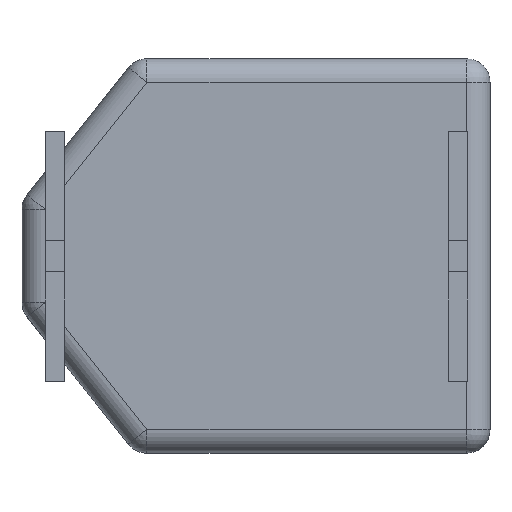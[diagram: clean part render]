
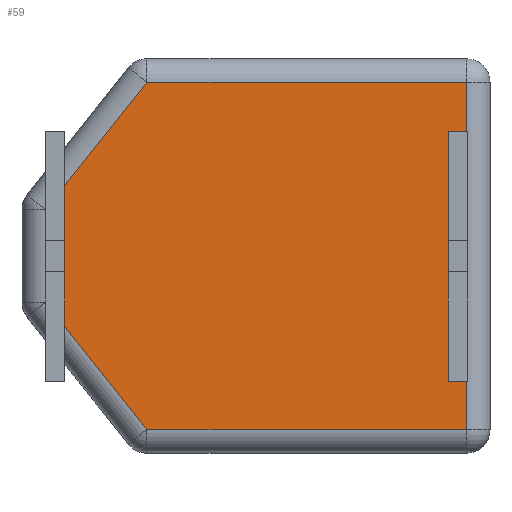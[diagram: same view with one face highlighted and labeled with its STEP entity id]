
A CAD part, top view. The second image highlights one B-rep face of the part: STEP entity #59.
In plain terms, the highlighted planar face has unit normal (0, 0, 1).
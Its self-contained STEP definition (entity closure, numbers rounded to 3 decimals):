
#53 = EDGE_CURVE ( 'NONE', #66, #68, #855, .T. ) ;
#56 = EDGE_LOOP ( 'NONE', ( #69, #58, #80, #77, #64, #62 ) ) ;
#57 = EDGE_CURVE ( 'NONE', #68, #81, #879, .T. ) ;
#58 = ORIENTED_EDGE ( 'NONE', *, *, #57, .T. ) ;
#59 = ADVANCED_FACE ( 'NONE', ( #857 ), #848, .T. ) ;
#62 = ORIENTED_EDGE ( 'NONE', *, *, #73, .T. ) ;
#63 = VERTEX_POINT ( 'NONE', #840 ) ;
#64 = ORIENTED_EDGE ( 'NONE', *, *, #75, .T. ) ;
#66 = VERTEX_POINT ( 'NONE', #887 ) ;
#68 = VERTEX_POINT ( 'NONE', #890 ) ;
#69 = ORIENTED_EDGE ( 'NONE', *, *, #53, .T. ) ;
#73 = EDGE_CURVE ( 'NONE', #63, #66, #901, .T. ) ;
#75 = EDGE_CURVE ( 'NONE', #78, #63, #834, .T. ) ;
#76 = EDGE_CURVE ( 'NONE', #82, #78, #830, .T. ) ;
#77 = ORIENTED_EDGE ( 'NONE', *, *, #76, .T. ) ;
#78 = VERTEX_POINT ( 'NONE', #835 ) ;
#79 = EDGE_CURVE ( 'NONE', #81, #82, #824, .T. ) ;
#80 = ORIENTED_EDGE ( 'NONE', *, *, #79, .T. ) ;
#81 = VERTEX_POINT ( 'NONE', #889 ) ;
#82 = VERTEX_POINT ( 'NONE', #821 ) ;
#818 = DIRECTION ( 'NONE',  ( -0.624, -0.782, 0. ) ) ;
#819 = VECTOR ( 'NONE', #818, 1000. ) ;
#820 = CARTESIAN_POINT ( 'NONE',  ( -24.507, 20.921, 15.204 ) ) ;
#821 = CARTESIAN_POINT ( 'NONE',  ( -35.855, 6.693, 15.204 ) ) ;
#824 = LINE ( 'NONE', #820, #819 ) ;
#826 = DIRECTION ( 'NONE',  ( 0., -1., 0. ) ) ;
#827 = VECTOR ( 'NONE', #826, 1000. ) ;
#828 = CARTESIAN_POINT ( 'NONE',  ( -35.855, -8.893, 15.204 ) ) ;
#830 = LINE ( 'NONE', #828, #827 ) ;
#831 = DIRECTION ( 'NONE',  ( 0.624, -0.782, 0. ) ) ;
#832 = VECTOR ( 'NONE', #831, 1000. ) ;
#833 = CARTESIAN_POINT ( 'NONE',  ( -10.471, -27.511, 15.204 ) ) ;
#834 = LINE ( 'NONE', #833, #832 ) ;
#835 = CARTESIAN_POINT ( 'NONE',  ( -35.855, 4.313, 15.204 ) ) ;
#840 = CARTESIAN_POINT ( 'NONE',  ( -33.255, 1.053, 15.204 ) ) ;
#842 = DIRECTION ( 'NONE',  ( 1., 0., 0. ) ) ;
#845 = DIRECTION ( 'NONE',  ( 0., 0., 1. ) ) ;
#848 = PLANE ( 'NONE',  #861 ) ;
#849 = DIRECTION ( 'NONE',  ( -1., 0., 0. ) ) ;
#850 = VECTOR ( 'NONE', #849, 1000. ) ;
#851 = CARTESIAN_POINT ( 'NONE',  ( 12.871, 9.953, 15.204 ) ) ;
#852 = CARTESIAN_POINT ( 'NONE',  ( 12.871, -8.893, 15.204 ) ) ;
#855 = LINE ( 'NONE', #884, #883 ) ;
#857 = FACE_OUTER_BOUND ( 'NONE', #56, .T. ) ;
#861 = AXIS2_PLACEMENT_3D ( 'NONE', #852, #845, #842 ) ;
#879 = LINE ( 'NONE', #851, #850 ) ;
#882 = DIRECTION ( 'NONE',  ( 0., 1., 0. ) ) ;
#883 = VECTOR ( 'NONE', #882, 1000. ) ;
#884 = CARTESIAN_POINT ( 'NONE',  ( -25.06, -8.893, 15.204 ) ) ;
#887 = CARTESIAN_POINT ( 'NONE',  ( -25.06, 1.053, 15.204 ) ) ;
#889 = CARTESIAN_POINT ( 'NONE',  ( -33.255, 9.953, 15.204 ) ) ;
#890 = CARTESIAN_POINT ( 'NONE',  ( -25.06, 9.953, 15.204 ) ) ;
#898 = DIRECTION ( 'NONE',  ( 1., 0., 0. ) ) ;
#899 = VECTOR ( 'NONE', #898, 1000. ) ;
#900 = CARTESIAN_POINT ( 'NONE',  ( 12.871, 1.053, 15.204 ) ) ;
#901 = LINE ( 'NONE', #900, #899 ) ;
